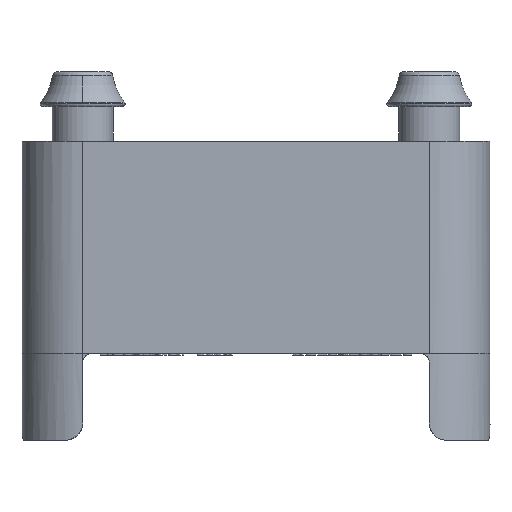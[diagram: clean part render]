
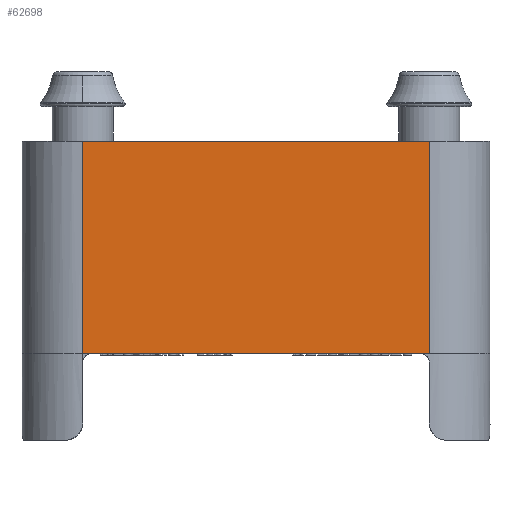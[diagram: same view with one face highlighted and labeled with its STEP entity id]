
A CAD part, front view. The second image highlights one B-rep face of the part: STEP entity #62698.
In plain terms, the highlighted planar face has unit normal (0, -1, 0).
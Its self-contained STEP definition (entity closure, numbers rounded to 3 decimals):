
#1743=CARTESIAN_POINT('',(-9.974,-13.5,-2.0));
#1744=VERTEX_POINT('',#1743);
#3662=CARTESIAN_POINT('',(9.974,-13.5,-2.0));
#3663=VERTEX_POINT('',#3662);
#3671=CARTESIAN_POINT('',(-9.974,-13.5,-2.0));
#3672=DIRECTION('',(1.0,0.0,0.0));
#3673=VECTOR('',#3672,19.947);
#3674=LINE('',#3671,#3673);
#3675=EDGE_CURVE('',#1744,#3663,#3674,.T.);
#62247=CARTESIAN_POINT('',(10.0,-13.5,-2.0));
#62248=VERTEX_POINT('',#62247);
#62258=CARTESIAN_POINT('',(9.974,-13.5,-2.0));
#62259=DIRECTION('',(1.0,0.0,0.0));
#62260=VECTOR('',#62259,0.026);
#62261=LINE('',#62258,#62260);
#62262=EDGE_CURVE('',#3663,#62248,#62261,.T.);
#62325=CARTESIAN_POINT('',(-10.0,-13.5,-2.0));
#62326=VERTEX_POINT('',#62325);
#62342=CARTESIAN_POINT('',(-10.0,-13.5,-2.0));
#62343=DIRECTION('',(1.0,0.0,0.0));
#62344=VECTOR('',#62343,0.026);
#62345=LINE('',#62342,#62344);
#62346=EDGE_CURVE('',#62326,#1744,#62345,.T.);
#62629=CARTESIAN_POINT('',(10.0,-13.5,10.25));
#62630=VERTEX_POINT('',#62629);
#62638=CARTESIAN_POINT('',(10.0,-13.5,-2.0));
#62639=DIRECTION('',(0.0,0.0,1.0));
#62640=VECTOR('',#62639,12.25);
#62641=LINE('',#62638,#62640);
#62642=EDGE_CURVE('',#62248,#62630,#62641,.T.);
#62653=CARTESIAN_POINT('',(-10.0,-13.5,10.25));
#62654=VERTEX_POINT('',#62653);
#62655=CARTESIAN_POINT('',(-10.0,-13.5,-2.0));
#62656=DIRECTION('',(0.0,0.0,1.0));
#62657=VECTOR('',#62656,12.25);
#62658=LINE('',#62655,#62657);
#62659=EDGE_CURVE('',#62326,#62654,#62658,.T.);
#62680=CARTESIAN_POINT('',(10.0,-13.5,-2.0));
#62681=DIRECTION('',(0.0,-1.0,0.0));
#62682=DIRECTION('',(0.0,0.0,-1.0));
#62683=AXIS2_PLACEMENT_3D('',#62680,#62681,#62682);
#62684=PLANE('',#62683);
#62685=ORIENTED_EDGE('',*,*,#62346,.T.);
#62686=ORIENTED_EDGE('',*,*,#3675,.T.);
#62687=ORIENTED_EDGE('',*,*,#62262,.T.);
#62688=ORIENTED_EDGE('',*,*,#62642,.T.);
#62689=CARTESIAN_POINT('',(10.0,-13.5,10.25));
#62690=DIRECTION('',(-1.0,0.0,0.0));
#62691=VECTOR('',#62690,20.0);
#62692=LINE('',#62689,#62691);
#62693=EDGE_CURVE('',#62630,#62654,#62692,.T.);
#62694=ORIENTED_EDGE('',*,*,#62693,.T.);
#62695=ORIENTED_EDGE('',*,*,#62659,.F.);
#62696=EDGE_LOOP('',(#62685,#62686,#62687,#62688,#62694,#62695));
#62697=FACE_OUTER_BOUND('',#62696,.T.);
#62698=ADVANCED_FACE('',(#62697),#62684,.T.);
